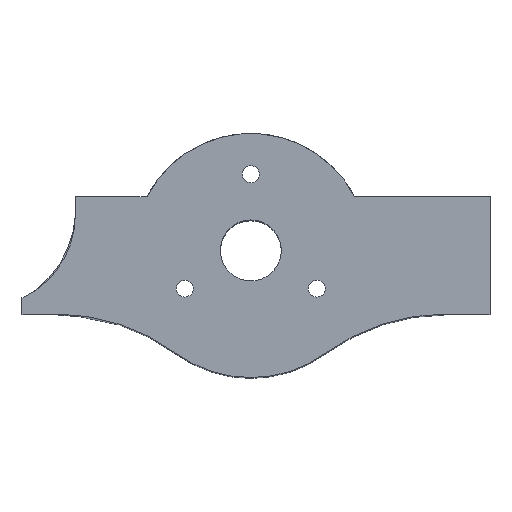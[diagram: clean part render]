
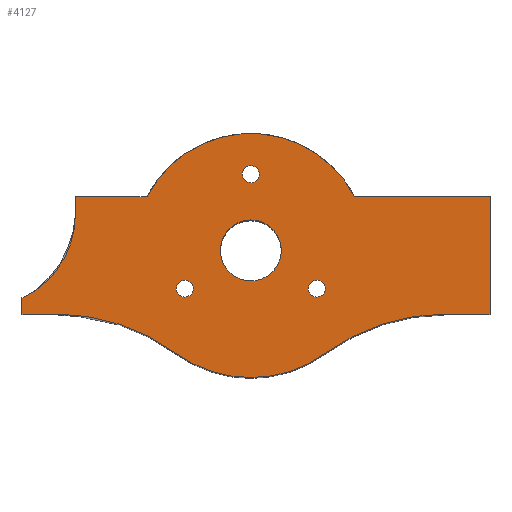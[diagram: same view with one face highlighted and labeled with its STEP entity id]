
A CAD part, top view. The second image highlights one B-rep face of the part: STEP entity #4127.
In plain terms, the highlighted planar face has unit normal (0, 0, 1).
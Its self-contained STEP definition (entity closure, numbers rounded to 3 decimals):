
#380=FACE_BOUND('',#692,.T.);
#381=FACE_BOUND('',#693,.T.);
#382=FACE_BOUND('',#694,.T.);
#383=FACE_BOUND('',#695,.T.);
#411=PLANE('',#4375);
#465=FACE_OUTER_BOUND('',#691,.T.);
#691=EDGE_LOOP('',(#2754,#2755,#2756,#2757,#2758,#2759,#2760,#2761,#2762,
#2763,#2764,#2765,#2766));
#692=EDGE_LOOP('',(#2767));
#693=EDGE_LOOP('',(#2768));
#694=EDGE_LOOP('',(#2769));
#695=EDGE_LOOP('',(#2770));
#945=LINE('',#5353,#1244);
#952=LINE('',#5381,#1251);
#953=LINE('',#5389,#1252);
#954=LINE('',#5391,#1253);
#955=LINE('',#5393,#1254);
#956=LINE('',#5397,#1255);
#957=LINE('',#5399,#1256);
#958=LINE('',#5400,#1257);
#1244=VECTOR('',#4603,10.);
#1251=VECTOR('',#4626,10.);
#1252=VECTOR('',#4633,10.);
#1253=VECTOR('',#4634,10.);
#1254=VECTOR('',#4635,10.);
#1255=VECTOR('',#4638,10.);
#1256=VECTOR('',#4639,10.);
#1257=VECTOR('',#4640,10.);
#1549=CIRCLE('',#4376,18.);
#1550=CIRCLE('',#4377,40.);
#1551=CIRCLE('',#4378,25.);
#1552=CIRCLE('',#4379,40.);
#1553=CIRCLE('',#4380,23.);
#1554=CIRCLE('',#4381,1.666);
#1555=CIRCLE('',#4382,6.);
#1556=CIRCLE('',#4383,1.666);
#1557=CIRCLE('',#4384,1.666);
#1640=VERTEX_POINT('',#5349);
#1642=VERTEX_POINT('',#5352);
#1654=VERTEX_POINT('',#5378);
#1655=VERTEX_POINT('',#5379);
#1656=VERTEX_POINT('',#5382);
#1657=VERTEX_POINT('',#5384);
#1658=VERTEX_POINT('',#5386);
#1659=VERTEX_POINT('',#5388);
#1660=VERTEX_POINT('',#5390);
#1661=VERTEX_POINT('',#5392);
#1662=VERTEX_POINT('',#5394);
#1663=VERTEX_POINT('',#5396);
#1664=VERTEX_POINT('',#5398);
#1665=VERTEX_POINT('',#5401);
#1666=VERTEX_POINT('',#5403);
#1667=VERTEX_POINT('',#5405);
#1668=VERTEX_POINT('',#5407);
#2080=EDGE_CURVE('',#1642,#1640,#945,.T.);
#2093=EDGE_CURVE('',#1654,#1655,#1549,.T.);
#2094=EDGE_CURVE('',#1655,#1642,#952,.T.);
#2095=EDGE_CURVE('',#1640,#1656,#1550,.T.);
#2096=EDGE_CURVE('',#1656,#1657,#1551,.T.);
#2097=EDGE_CURVE('',#1657,#1658,#1552,.T.);
#2098=EDGE_CURVE('',#1658,#1659,#953,.T.);
#2099=EDGE_CURVE('',#1659,#1660,#954,.T.);
#2100=EDGE_CURVE('',#1660,#1661,#955,.T.);
#2101=EDGE_CURVE('',#1661,#1662,#1553,.T.);
#2102=EDGE_CURVE('',#1662,#1663,#956,.T.);
#2103=EDGE_CURVE('',#1663,#1664,#957,.T.);
#2104=EDGE_CURVE('',#1664,#1654,#958,.T.);
#2105=EDGE_CURVE('',#1665,#1665,#1554,.T.);
#2106=EDGE_CURVE('',#1666,#1666,#1555,.T.);
#2107=EDGE_CURVE('',#1667,#1667,#1556,.T.);
#2108=EDGE_CURVE('',#1668,#1668,#1557,.T.);
#2754=ORIENTED_EDGE('',*,*,#2093,.T.);
#2755=ORIENTED_EDGE('',*,*,#2094,.T.);
#2756=ORIENTED_EDGE('',*,*,#2080,.T.);
#2757=ORIENTED_EDGE('',*,*,#2095,.T.);
#2758=ORIENTED_EDGE('',*,*,#2096,.T.);
#2759=ORIENTED_EDGE('',*,*,#2097,.T.);
#2760=ORIENTED_EDGE('',*,*,#2098,.T.);
#2761=ORIENTED_EDGE('',*,*,#2099,.T.);
#2762=ORIENTED_EDGE('',*,*,#2100,.T.);
#2763=ORIENTED_EDGE('',*,*,#2101,.T.);
#2764=ORIENTED_EDGE('',*,*,#2102,.T.);
#2765=ORIENTED_EDGE('',*,*,#2103,.T.);
#2766=ORIENTED_EDGE('',*,*,#2104,.T.);
#2767=ORIENTED_EDGE('',*,*,#2105,.T.);
#2768=ORIENTED_EDGE('',*,*,#2106,.T.);
#2769=ORIENTED_EDGE('',*,*,#2107,.T.);
#2770=ORIENTED_EDGE('',*,*,#2108,.T.);
#4127=ADVANCED_FACE('',(#465,#380,#381,#382,#383),#411,.T.);
#4375=AXIS2_PLACEMENT_3D('',#5377,#4622,#4623);
#4376=AXIS2_PLACEMENT_3D('',#5380,#4624,#4625);
#4377=AXIS2_PLACEMENT_3D('',#5383,#4627,#4628);
#4378=AXIS2_PLACEMENT_3D('',#5385,#4629,#4630);
#4379=AXIS2_PLACEMENT_3D('',#5387,#4631,#4632);
#4380=AXIS2_PLACEMENT_3D('',#5395,#4636,#4637);
#4381=AXIS2_PLACEMENT_3D('',#5402,#4641,#4642);
#4382=AXIS2_PLACEMENT_3D('',#5404,#4643,#4644);
#4383=AXIS2_PLACEMENT_3D('',#5406,#4645,#4646);
#4384=AXIS2_PLACEMENT_3D('',#5408,#4647,#4648);
#4603=DIRECTION('',(1.,0.,0.));
#4622=DIRECTION('center_axis',(0.,0.,1.));
#4623=DIRECTION('ref_axis',(1.,0.,0.));
#4624=DIRECTION('center_axis',(0.,0.,-1.));
#4625=DIRECTION('ref_axis',(0.416,-0.909,0.));
#4626=DIRECTION('',(0.,-1.,0.));
#4627=DIRECTION('center_axis',(0.,0.,-1.));
#4628=DIRECTION('ref_axis',(0.31,0.951,0.));
#4629=DIRECTION('center_axis',(0.,0.,1.));
#4630=DIRECTION('ref_axis',(1.,0.,0.));
#4631=DIRECTION('center_axis',(0.,0.,-1.));
#4632=DIRECTION('ref_axis',(-0.31,0.951,0.));
#4633=DIRECTION('',(1.,0.,0.));
#4634=DIRECTION('',(0.,1.,0.));
#4635=DIRECTION('',(-1.,0.,0.));
#4636=DIRECTION('center_axis',(0.,0.,1.));
#4637=DIRECTION('ref_axis',(-0.887,0.461,0.));
#4638=DIRECTION('',(-1.,0.,0.));
#4639=DIRECTION('',(0.,-1.,0.));
#4640=DIRECTION('',(-1.,0.,0.));
#4641=DIRECTION('center_axis',(0.,0.,-1.));
#4642=DIRECTION('ref_axis',(1.,0.,0.));
#4643=DIRECTION('center_axis',(0.,0.,-1.));
#4644=DIRECTION('ref_axis',(1.,0.,0.));
#4645=DIRECTION('center_axis',(0.,0.,-1.));
#4646=DIRECTION('ref_axis',(1.,0.,0.));
#4647=DIRECTION('center_axis',(0.,0.,-1.));
#4648=DIRECTION('ref_axis',(1.,0.,0.));
#5349=CARTESIAN_POINT('',(61.676,-2.,50.7));
#5352=CARTESIAN_POINT('',(55.,-2.,50.7));
#5353=CARTESIAN_POINT('',(53.04,-2.,50.7));
#5377=CARTESIAN_POINT('Origin',(100.04,10.537,50.7));
#5378=CARTESIAN_POINT('',(65.505,17.536,50.7));
#5379=CARTESIAN_POINT('',(55.,1.171,50.7));
#5380=CARTESIAN_POINT('Origin',(47.505,17.536,50.7));
#5381=CARTESIAN_POINT('',(55.,6.027,50.7));
#5382=CARTESIAN_POINT('',(85.26,-9.692,50.7));
#5383=CARTESIAN_POINT('Origin',(61.676,-42.,50.7));
#5384=CARTESIAN_POINT('',(114.74,-9.692,50.7));
#5385=CARTESIAN_POINT('Origin',(100.,10.5,50.7));
#5386=CARTESIAN_POINT('',(138.324,-2.,50.7));
#5387=CARTESIAN_POINT('Origin',(138.324,-42.,50.7));
#5388=CARTESIAN_POINT('',(147.04,-2.,50.7));
#5389=CARTESIAN_POINT('',(53.04,-2.,50.7));
#5390=CARTESIAN_POINT('',(147.04,21.109,50.7));
#5391=CARTESIAN_POINT('',(147.04,-2.,50.7));
#5392=CARTESIAN_POINT('',(120.407,21.109,50.7));
#5393=CARTESIAN_POINT('',(110.224,21.109,50.7));
#5394=CARTESIAN_POINT('',(79.593,21.109,50.7));
#5395=CARTESIAN_POINT('Origin',(100.,10.5,50.7));
#5396=CARTESIAN_POINT('',(65.525,21.109,50.7));
#5397=CARTESIAN_POINT('',(82.774,21.109,50.7));
#5398=CARTESIAN_POINT('',(65.525,17.537,50.7));
#5399=CARTESIAN_POINT('',(65.525,17.893,50.7));
#5400=CARTESIAN_POINT('',(100.04,17.537,50.7));
#5401=CARTESIAN_POINT('',(98.334,25.5,50.7));
#5402=CARTESIAN_POINT('Origin',(100.,25.5,50.7));
#5403=CARTESIAN_POINT('',(94.,10.5,50.7));
#5404=CARTESIAN_POINT('Origin',(100.,10.5,50.7));
#5405=CARTESIAN_POINT('',(85.344,3.,50.7));
#5406=CARTESIAN_POINT('Origin',(87.01,3.,50.7));
#5407=CARTESIAN_POINT('',(111.324,3.,50.7));
#5408=CARTESIAN_POINT('Origin',(112.99,3.,50.7));
